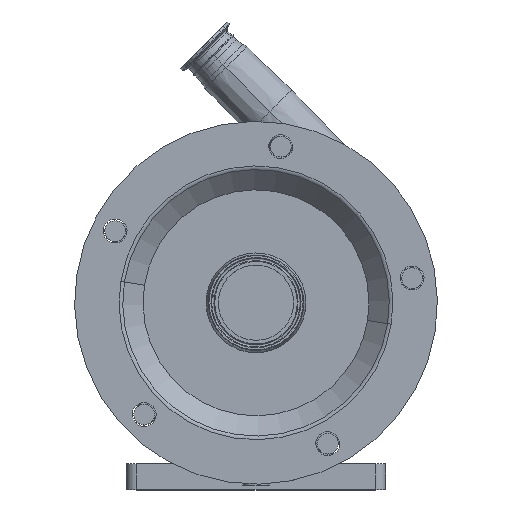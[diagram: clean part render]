
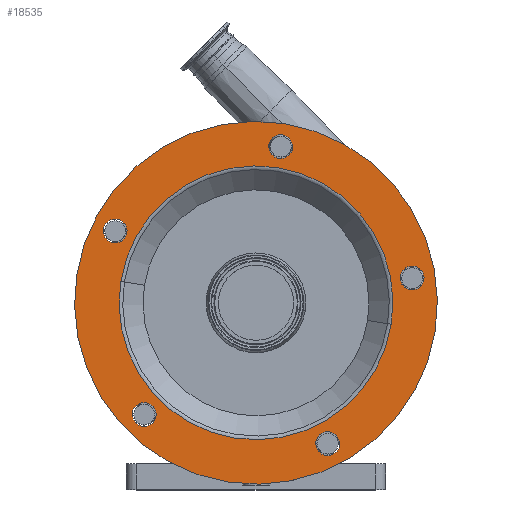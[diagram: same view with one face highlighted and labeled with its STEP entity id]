
A CAD part, top view. The second image highlights one B-rep face of the part: STEP entity #18535.
In plain terms, the highlighted planar face has unit normal (0, 0, 1).
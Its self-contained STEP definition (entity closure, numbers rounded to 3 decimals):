
#14 = ORIENTED_EDGE ( 'NONE', *, *, #18753, .F. ) ;
#239 = DIRECTION ( 'NONE',  ( 0.988, -0.156, 0. ) ) ;
#973 = AXIS2_PLACEMENT_3D ( 'NONE', #8459, #18762, #9917 ) ;
#1082 = DIRECTION ( 'NONE',  ( 0., 0., 1. ) ) ;
#1110 = CARTESIAN_POINT ( 'NONE',  ( -135.878, 249.234, 215. ) ) ;
#1124 = CARTESIAN_POINT ( 'NONE',  ( -147.237, 251.033, 215. ) ) ;
#1323 = VERTEX_POINT ( 'NONE', #8950 ) ;
#1399 = CIRCLE ( 'NONE', #14947, 11.5 ) ;
#1408 = VERTEX_POINT ( 'NONE', #3591 ) ;
#1416 = CARTESIAN_POINT ( 'NONE',  ( -119.192, 73.965, 215. ) ) ;
#1436 = CARTESIAN_POINT ( 'NONE',  ( -130.445, 200.66, 215. ) ) ;
#1638 = VERTEX_POINT ( 'NONE', #17310 ) ;
#1865 = ORIENTED_EDGE ( 'NONE', *, *, #16771, .F. ) ;
#2012 = DIRECTION ( 'NONE',  ( 0., 0., 1. ) ) ;
#2194 = CARTESIAN_POINT ( 'NONE',  ( -172.845, 207.376, 215. ) ) ;
#2264 = CARTESIAN_POINT ( 'NONE',  ( 80.592, 42.323, 215. ) ) ;
#2302 = DIRECTION ( 'NONE',  ( 0., 0., 1. ) ) ;
#2546 = ORIENTED_EDGE ( 'NONE', *, *, #9164, .F. ) ;
#2560 = ORIENTED_EDGE ( 'NONE', *, *, #11308, .F. ) ;
#2612 = DIRECTION ( 'NONE',  ( 0.988, -0.156, 0. ) ) ;
#2775 = ORIENTED_EDGE ( 'NONE', *, *, #13155, .F. ) ;
#2983 = CIRCLE ( 'NONE', #14090, 11.5 ) ;
#3058 = EDGE_LOOP ( 'NONE', ( #3250, #16383 ) ) ;
#3146 = FACE_BOUND ( 'NONE', #3058, .T. ) ;
#3250 = ORIENTED_EDGE ( 'NONE', *, *, #17233, .T. ) ;
#3362 = CARTESIAN_POINT ( 'NONE',  ( 0., 180., 215. ) ) ;
#3587 = FACE_BOUND ( 'NONE', #5944, .T. ) ;
#3591 = CARTESIAN_POINT ( 'NONE',  ( -124.52, 247.435, 215. ) ) ;
#3678 = AXIS2_PLACEMENT_3D ( 'NONE', #9877, #1082, #11348 ) ;
#3847 = CIRCLE ( 'NONE', #17132, 175. ) ;
#3996 = CARTESIAN_POINT ( 'NONE',  ( -135.878, 249.234, 215. ) ) ;
#4054 = FACE_OUTER_BOUND ( 'NONE', #16919, .T. ) ;
#4151 = CIRCLE ( 'NONE', #12537, 11.5 ) ;
#4154 = DIRECTION ( 'NONE',  ( 0., 0., -1. ) ) ;
#4181 = VERTEX_POINT ( 'NONE', #1416 ) ;
#4244 = CARTESIAN_POINT ( 'NONE',  ( 150.622, 203.856, 215. ) ) ;
#4310 = CARTESIAN_POINT ( 'NONE',  ( 139.264, 205.655, 215. ) ) ;
#4727 = CIRCLE ( 'NONE', #9351, 175. ) ;
#4759 = DIRECTION ( 'NONE',  ( 0., 0., -1. ) ) ;
#4809 = EDGE_LOOP ( 'NONE', ( #5331, #2560 ) ) ;
#4843 = DIRECTION ( 'NONE',  ( -0.988, 0.156, 0. ) ) ;
#5173 = AXIS2_PLACEMENT_3D ( 'NONE', #13563, #4759, #15068 ) ;
#5331 = ORIENTED_EDGE ( 'NONE', *, *, #16668, .F. ) ;
#5466 = DIRECTION ( 'NONE',  ( 0.988, -0.156, 0. ) ) ;
#5500 = EDGE_LOOP ( 'NONE', ( #10780, #17286 ) ) ;
#5715 = DIRECTION ( 'NONE',  ( 0.988, -0.156, 0. ) ) ;
#5944 = EDGE_LOOP ( 'NONE', ( #2775, #2546 ) ) ;
#6164 = CARTESIAN_POINT ( 'NONE',  ( 161.981, 202.057, 215. ) ) ;
#6258 = CARTESIAN_POINT ( 'NONE',  ( 12.498, 332.421, 215. ) ) ;
#6324 = EDGE_CURVE ( 'NONE', #6574, #14281, #11316, .T. ) ;
#6530 = EDGE_LOOP ( 'NONE', ( #16108, #17489 ) ) ;
#6546 = CARTESIAN_POINT ( 'NONE',  ( 69.234, 44.122, 215. ) ) ;
#6574 = VERTEX_POINT ( 'NONE', #15990 ) ;
#6742 = DIRECTION ( 'NONE',  ( 0., 0., 1. ) ) ;
#7035 = EDGE_LOOP ( 'NONE', ( #15215, #1865 ) ) ;
#7053 = FACE_BOUND ( 'NONE', #7035, .T. ) ;
#7196 = CARTESIAN_POINT ( 'NONE',  ( 35.215, 328.823, 215. ) ) ;
#8024 = DIRECTION ( 'NONE',  ( 0.988, -0.156, 0. ) ) ;
#8270 = CARTESIAN_POINT ( 'NONE',  ( 0., 180., 215. ) ) ;
#8405 = DIRECTION ( 'NONE',  ( 0., 0., 1. ) ) ;
#8459 = CARTESIAN_POINT ( 'NONE',  ( 0., 180., 215. ) ) ;
#8895 = VERTEX_POINT ( 'NONE', #6164 ) ;
#8950 = CARTESIAN_POINT ( 'NONE',  ( 130.445, 159.34, 215. ) ) ;
#9074 = DIRECTION ( 'NONE',  ( 0., 0., 1. ) ) ;
#9164 = EDGE_CURVE ( 'NONE', #4181, #18755, #4151, .T. ) ;
#9351 = AXIS2_PLACEMENT_3D ( 'NONE', #3362, #13644, #4843 ) ;
#9371 = EDGE_CURVE ( 'NONE', #18532, #1408, #13560, .T. ) ;
#9721 = DIRECTION ( 'NONE',  ( -0.988, 0.156, 0. ) ) ;
#9877 = CARTESIAN_POINT ( 'NONE',  ( 23.856, 330.622, 215. ) ) ;
#9891 = VERTEX_POINT ( 'NONE', #7196 ) ;
#9917 = DIRECTION ( 'NONE',  ( -0.988, 0.156, 0. ) ) ;
#10293 = EDGE_CURVE ( 'NONE', #1408, #18532, #15002, .T. ) ;
#10780 = ORIENTED_EDGE ( 'NONE', *, *, #12027, .F. ) ;
#10789 = CARTESIAN_POINT ( 'NONE',  ( -107.834, 72.166, 215. ) ) ;
#10916 = FACE_BOUND ( 'NONE', #6530, .T. ) ;
#11068 = CARTESIAN_POINT ( 'NONE',  ( 69.234, 44.122, 215. ) ) ;
#11308 = EDGE_CURVE ( 'NONE', #18773, #9891, #1399, .T. ) ;
#11316 = CIRCLE ( 'NONE', #17491, 11.5 ) ;
#11348 = DIRECTION ( 'NONE',  ( 0.988, -0.156, 0. ) ) ;
#11370 = DIRECTION ( 'NONE',  ( 0., 0., 1. ) ) ;
#11449 = PLANE ( 'NONE',  #17642 ) ;
#11552 = AXIS2_PLACEMENT_3D ( 'NONE', #4244, #14535, #5715 ) ;
#12027 = EDGE_CURVE ( 'NONE', #14281, #6574, #13556, .T. ) ;
#12255 = DIRECTION ( 'NONE',  ( 0.988, -0.156, 0. ) ) ;
#12537 = AXIS2_PLACEMENT_3D ( 'NONE', #15547, #6742, #17030 ) ;
#12539 = DIRECTION ( 'NONE',  ( 0.988, -0.156, 0. ) ) ;
#12541 = CIRCLE ( 'NONE', #5173, 132.071 ) ;
#12808 = CIRCLE ( 'NONE', #3678, 11.5 ) ;
#12872 = CARTESIAN_POINT ( 'NONE',  ( 27.376, 352.845, 215. ) ) ;
#13155 = EDGE_CURVE ( 'NONE', #18755, #4181, #2983, .T. ) ;
#13556 = CIRCLE ( 'NONE', #14203, 11.5 ) ;
#13560 = CIRCLE ( 'NONE', #14172, 11.5 ) ;
#13563 = CARTESIAN_POINT ( 'NONE',  ( 0., 180., 215. ) ) ;
#13644 = DIRECTION ( 'NONE',  ( 0., 0., -1. ) ) ;
#13834 = ORIENTED_EDGE ( 'NONE', *, *, #17207, .F. ) ;
#14090 = AXIS2_PLACEMENT_3D ( 'NONE', #10789, #2012, #12255 ) ;
#14172 = AXIS2_PLACEMENT_3D ( 'NONE', #3996, #14279, #5466 ) ;
#14203 = AXIS2_PLACEMENT_3D ( 'NONE', #6546, #16843, #8024 ) ;
#14279 = DIRECTION ( 'NONE',  ( 0., 0., 1. ) ) ;
#14281 = VERTEX_POINT ( 'NONE', #2264 ) ;
#14425 = VERTEX_POINT ( 'NONE', #4310 ) ;
#14438 = DIRECTION ( 'NONE',  ( -0.988, 0.156, 0. ) ) ;
#14535 = DIRECTION ( 'NONE',  ( 0., 0., 1. ) ) ;
#14871 = FACE_BOUND ( 'NONE', #5500, .T. ) ;
#14947 = AXIS2_PLACEMENT_3D ( 'NONE', #17223, #8405, #18711 ) ;
#15002 = CIRCLE ( 'NONE', #16057, 11.5 ) ;
#15020 = CARTESIAN_POINT ( 'NONE',  ( -96.475, 70.367, 215. ) ) ;
#15068 = DIRECTION ( 'NONE',  ( -0.988, 0.156, 0. ) ) ;
#15215 = ORIENTED_EDGE ( 'NONE', *, *, #17869, .F. ) ;
#15363 = CIRCLE ( 'NONE', #11552, 11.5 ) ;
#15547 = CARTESIAN_POINT ( 'NONE',  ( -107.834, 72.166, 215. ) ) ;
#15636 = VERTEX_POINT ( 'NONE', #1436 ) ;
#15990 = CARTESIAN_POINT ( 'NONE',  ( 57.875, 45.921, 215. ) ) ;
#16057 = AXIS2_PLACEMENT_3D ( 'NONE', #1110, #11370, #2612 ) ;
#16108 = ORIENTED_EDGE ( 'NONE', *, *, #10293, .F. ) ;
#16383 = ORIENTED_EDGE ( 'NONE', *, *, #17928, .T. ) ;
#16481 = VERTEX_POINT ( 'NONE', #2194 ) ;
#16668 = EDGE_CURVE ( 'NONE', #9891, #18773, #12808, .T. ) ;
#16771 = EDGE_CURVE ( 'NONE', #14425, #8895, #15363, .T. ) ;
#16843 = DIRECTION ( 'NONE',  ( 0., 0., 1. ) ) ;
#16919 = EDGE_LOOP ( 'NONE', ( #13834, #14 ) ) ;
#16952 = CIRCLE ( 'NONE', #18358, 11.5 ) ;
#17030 = DIRECTION ( 'NONE',  ( 0.988, -0.156, 0. ) ) ;
#17132 = AXIS2_PLACEMENT_3D ( 'NONE', #8270, #18561, #9721 ) ;
#17207 = EDGE_CURVE ( 'NONE', #16481, #1638, #3847, .T. ) ;
#17223 = CARTESIAN_POINT ( 'NONE',  ( 23.856, 330.622, 215. ) ) ;
#17233 = EDGE_CURVE ( 'NONE', #15636, #1323, #18581, .T. ) ;
#17286 = ORIENTED_EDGE ( 'NONE', *, *, #6324, .F. ) ;
#17310 = CARTESIAN_POINT ( 'NONE',  ( 172.845, 152.624, 215. ) ) ;
#17489 = ORIENTED_EDGE ( 'NONE', *, *, #9371, .F. ) ;
#17491 = AXIS2_PLACEMENT_3D ( 'NONE', #11068, #2302, #12539 ) ;
#17642 = AXIS2_PLACEMENT_3D ( 'NONE', #12872, #4154, #14438 ) ;
#17869 = EDGE_CURVE ( 'NONE', #8895, #14425, #16952, .T. ) ;
#17887 = CARTESIAN_POINT ( 'NONE',  ( 150.622, 203.856, 215. ) ) ;
#17928 = EDGE_CURVE ( 'NONE', #1323, #15636, #12541, .T. ) ;
#18308 = FACE_BOUND ( 'NONE', #4809, .T. ) ;
#18358 = AXIS2_PLACEMENT_3D ( 'NONE', #17887, #9074, #239 ) ;
#18532 = VERTEX_POINT ( 'NONE', #1124 ) ;
#18535 = ADVANCED_FACE ( 'NONE', ( #10916, #3587, #14871, #7053, #3146, #4054, #18308 ), #11449, .F. ) ;
#18561 = DIRECTION ( 'NONE',  ( 0., 0., -1. ) ) ;
#18581 = CIRCLE ( 'NONE', #973, 132.071 ) ;
#18711 = DIRECTION ( 'NONE',  ( 0.988, -0.156, 0. ) ) ;
#18753 = EDGE_CURVE ( 'NONE', #1638, #16481, #4727, .T. ) ;
#18755 = VERTEX_POINT ( 'NONE', #15020 ) ;
#18762 = DIRECTION ( 'NONE',  ( 0., 0., -1. ) ) ;
#18773 = VERTEX_POINT ( 'NONE', #6258 ) ;
